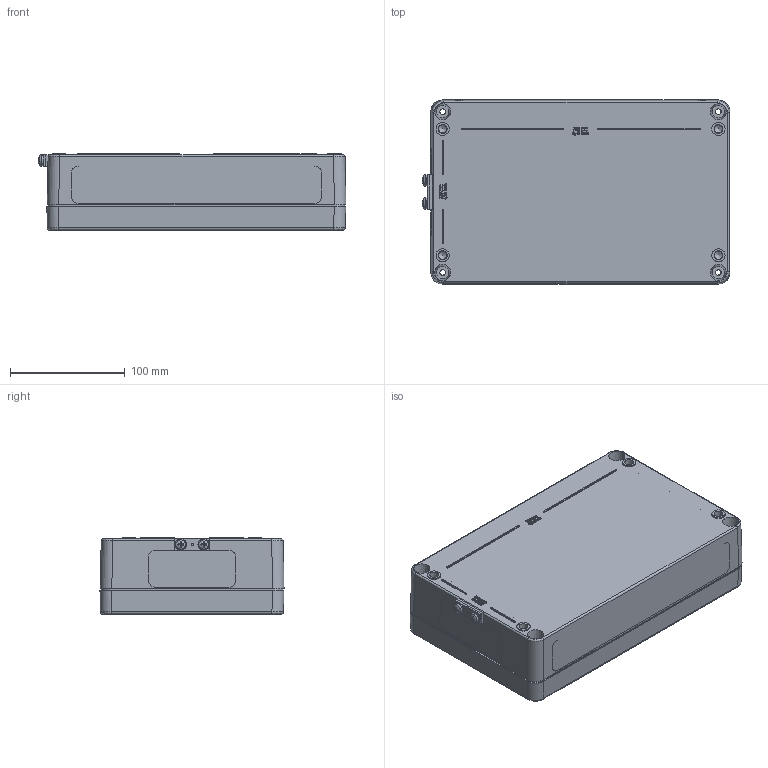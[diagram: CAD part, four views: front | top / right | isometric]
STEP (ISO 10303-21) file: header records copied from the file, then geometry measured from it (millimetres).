
FILE_DESCRIPTION((''),'2;1');
FILE_NAME('MBA Ex- 261665.stp','2011-12-21T13:51:03',('stefan.grimm'),(''),'Autodesk Inventor 2012','Autodesk Inventor 2012','');
FILE_SCHEMA(('AUTOMOTIVE_DESIGN { 1 0 10303 214 1 1 1 1 }'));
Length unit declared in the file: millimetre
Products named in the file (8): MBA Ex- 261665; MBA UT-261665 Aussenerde; OT 261690 neu; Aussenerde m5 2; Aussenerde groß; AS 1968 5; NF EN 28744 - ersetzt durch NF EN ISO 8744 2 x 8; AS 1427 H - Metrisch M5 x 16
Assembly tree (10 placements, depth 3):
  MBA Ex- 261665
    MBA UT-261665 Aussenerde
    OT 261690 neu
    Aussenerde m5 2
      Aussenerde groß  x2
      AS 1968 5  x2
      NF EN 28744 - ersetzt durch NF EN ISO 8744 2 x 8
      AS 1427 H - Metrisch M5 x 16  x2
Bounding box: 267.8 x 160.19 x 66.5 mm (x, y, z)
Volume: 670138.1 mm3; surface area: 284244.8 mm2
Topology: 9 solids, 9 shells, 1097 faces, 2742 edges, 1745 vertices
Faces by surface type: plane 445, bspline 343, cylinder 189, cone 86, torus 29, sphere 5
Full cylindrical faces by diameter (mm): 2 x3, 4.134 x2, 4.51 x2, 4.917 x11, 5 x2, 5.4 x4, 5.5 x4, 9.6 x4, 14 x4
Entity records: 46775 total; most frequent: CARTESIAN_POINT 23828, ORIENTED_EDGE 4968, DIRECTION 3860, EDGE_CURVE 2484, VERTEX_POINT 1636, VECTOR 1334, LINE 1334, EDGE_LOOP 1274
